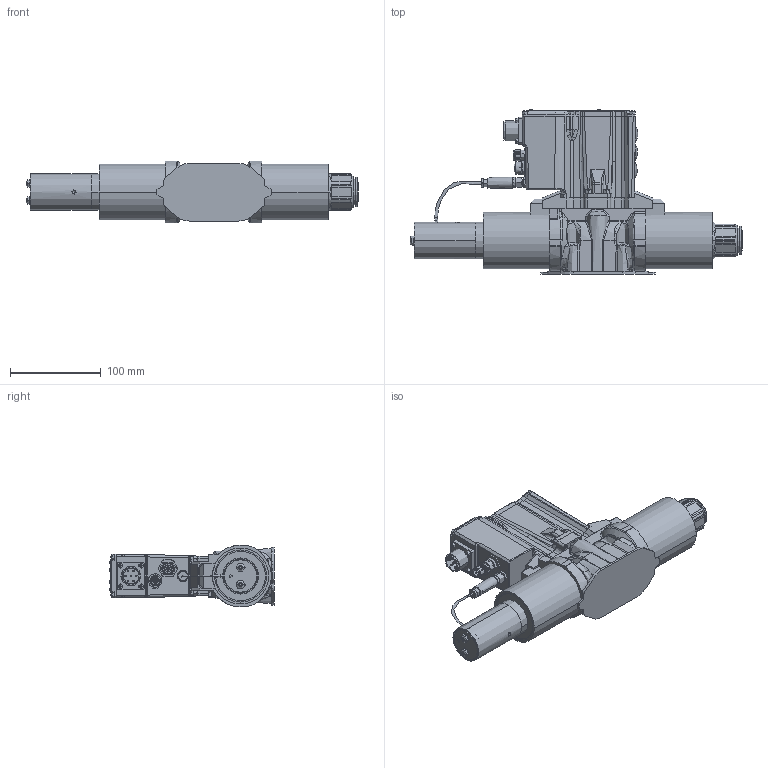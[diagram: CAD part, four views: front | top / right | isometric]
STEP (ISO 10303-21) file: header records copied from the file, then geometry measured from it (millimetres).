
FILE_DESCRIPTION((''),'2;1');
FILE_NAME('PRM9_ASM','2016-08-02T',('d.helta'),(''),'PRO/ENGINEER BY PARAMETRIC TECHNOLOGY CORPORATION, 2015110','PRO/ENGINEER BY PARAMETRIC TECHNOLOGY CORPORATION, 2015110','');
FILE_SCHEMA(('AUTOMOTIVE_DESIGN { 1 0 10303 214 1 1 1 1 }'));
Products named in the file (108): PRM9_FOSFAT; 24177300_AF2; 20508700_AF2; 24179600_AF1_ASM; 32021700_AF3; 32021600_AF1; 32021500_2_AF2_ASM; 23966800_AF0; 32021400_AF0; 32021300_ASM; 23952300_AF1; 20478100; 23930200_AF1_ASM; 20279600_AF2; 32022000_STOCENA; 32021200_AF0_ASM; 24177300_AF3; 20508700_AF3; 24179600_AF2_ASM; 32021700_AF4; 32021600_AF2; 32021500_2_AF3_ASM; 32241500_AF0; 23966800_AF1; 33031500_ASM; 33031600; 32241400_ASM; 33041500_AF1; 33042000; 33031800_AF1_ASM; 33031700_AF1_ASM; 20279600_AF3; 32241200_AF0_ASM; 33055900; 510_01; PRT0006; 001020689; 001054782; 001054781_ASM; ADAPT_PCB_HMOTA_ASM ...
Assembly tree (153 placements, depth 5):
  PRM9_ASM
    PRM9_FOSFAT
    32021200_AF0_ASM
      32021500_2_AF2_ASM
        24179600_AF1_ASM
          24177300_AF2
          20508700_AF2
        32021700_AF3
        32021600_AF1
      32021300_ASM
        23966800_AF0
        32021400_AF0
      23930200_AF1_ASM
        23952300_AF1
        20478100
      20279600_AF2
      32022000_STOCENA
    32241200_AF0_ASM
      32021500_2_AF3_ASM
        24179600_AF2_ASM
          24177300_AF3
          20508700_AF3
        32021700_AF4
        32021600_AF2
      32022000_STOCENA
      32241400_ASM
        33031500_ASM
          32241500_AF0
          23966800_AF1
        33031600
      33031700_AF1_ASM
        33031800_AF1_ASM
          33041500_AF1
          33042000
      20279600_AF3
    ADAPT_PCB_HMOTA_ASM
      33055900
      510_01
      PRT0006
      001054781_ASM
        001020689  x8
        001054782  x8
    C31A_02400EW1_320837  x2
    306_01_04_AB
    510_09_AB_ASM
      1694334-23410_ASM
        1694334-23080
    SENSOR_SCHRAMME_NG10_ASM
      SW6040A09_210_ASM
        SW604001001
        SW604002001
        SW604005001
        SW604008001_OHNE_KABEL
        SW604009006_ASM
          SW604009001
          SW604009002
        SW604009005
        KERN
        60000320006  x2
        60000030088
Bounding box: 365.62 x 181 x 68.21 mm (x, y, z)
Volume: 1088229.7 mm3; surface area: 456275 mm2
Topology: 134 solids, 191 shells, 6677 faces, 17711 edges, 12085 vertices
Faces by surface type: plane 2945, cylinder 1926, bspline 733, cone 589, torus 363, extrusion 74, sphere 47
Entity records: 302409 total; most frequent: CARTESIAN_POINT 106420, DIRECTION 28959, ORIENTED_EDGE 28361, EDGE_CURVE 14430, PRESENTATION_STYLE_ASSIGNMENT 13846, STYLED_ITEM 13513, CURVE_STYLE 11760, AXIS2_PLACEMENT_3D 10593
